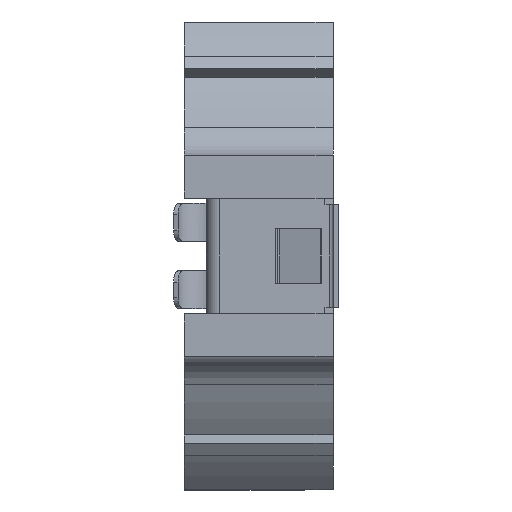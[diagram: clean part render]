
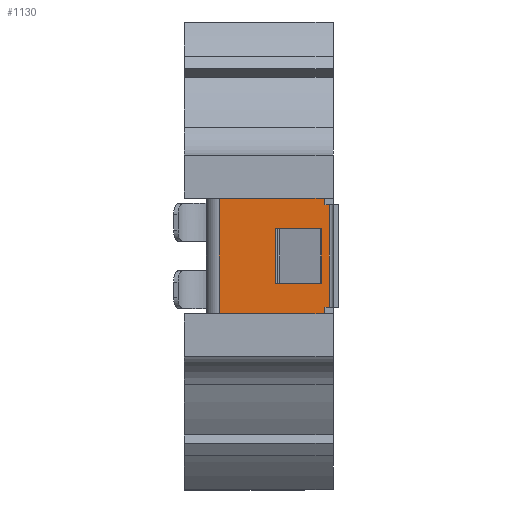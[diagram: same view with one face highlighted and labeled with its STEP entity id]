
A CAD part, left-side view. The second image highlights one B-rep face of the part: STEP entity #1130.
In plain terms, the highlighted planar face has unit normal (-1, 0, 0).
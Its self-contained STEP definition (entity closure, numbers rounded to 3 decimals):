
#1040 = EDGE_CURVE ( 'NONE', #1064, #1172, #17447, .T. ) ;
#1064 = VERTEX_POINT ( 'NONE', #17663 ) ;
#1105 = ORIENTED_EDGE ( 'NONE', *, *, #1113, .T. ) ;
#1106 = VERTEX_POINT ( 'NONE', #18076 ) ;
#1108 = EDGE_CURVE ( 'NONE', #1186, #1106, #18082, .T. ) ;
#1109 = ORIENTED_EDGE ( 'NONE', *, *, #1040, .T. ) ;
#1110 = ORIENTED_EDGE ( 'NONE', *, *, #1111, .F. ) ;
#1111 = EDGE_CURVE ( 'NONE', #1112, #1172, #17999, .T. ) ;
#1112 = VERTEX_POINT ( 'NONE', #17993 ) ;
#1113 = EDGE_CURVE ( 'NONE', #1219, #1114, #18055, .T. ) ;
#1114 = VERTEX_POINT ( 'NONE', #18051 ) ;
#1115 = VERTEX_POINT ( 'NONE', #18050 ) ;
#1116 = EDGE_CURVE ( 'NONE', #1184, #1186, #18048, .T. ) ;
#1117 = VERTEX_POINT ( 'NONE', #18388 ) ;
#1121 = ORIENTED_EDGE ( 'NONE', *, *, #1182, .F. ) ;
#1122 = ORIENTED_EDGE ( 'NONE', *, *, #1123, .F. ) ;
#1123 = EDGE_CURVE ( 'NONE', #1115, #1114, #18204, .T. ) ;
#1124 = ORIENTED_EDGE ( 'NONE', *, *, #1125, .F. ) ;
#1125 = EDGE_CURVE ( 'NONE', #1178, #1115, #18462, .T. ) ;
#1130 = ADVANCED_FACE ( 'NONE', ( #18502, #18516 ), #18553, .F. ) ;
#1131 = ORIENTED_EDGE ( 'NONE', *, *, #1137, .F. ) ;
#1132 = ORIENTED_EDGE ( 'NONE', *, *, #1133, .F. ) ;
#1133 = EDGE_CURVE ( 'NONE', #1117, #1222, #18544, .T. ) ;
#1134 = EDGE_LOOP ( 'NONE', ( #1223, #1109, #1110, #1218, #1105, #1122, #1124, #1180 ) ) ;
#1135 = ORIENTED_EDGE ( 'NONE', *, *, #1116, .F. ) ;
#1137 = EDGE_CURVE ( 'NONE', #1106, #1183, #18494, .T. ) ;
#1172 = VERTEX_POINT ( 'NONE', #27249 ) ;
#1178 = VERTEX_POINT ( 'NONE', #27231 ) ;
#1179 = ORIENTED_EDGE ( 'NONE', *, *, #1185, .F. ) ;
#1180 = ORIENTED_EDGE ( 'NONE', *, *, #1181, .T. ) ;
#1181 = EDGE_CURVE ( 'NONE', #1178, #1225, #27230, .T. ) ;
#1182 = EDGE_CURVE ( 'NONE', #1222, #1184, #27242, .T. ) ;
#1183 = VERTEX_POINT ( 'NONE', #27208 ) ;
#1184 = VERTEX_POINT ( 'NONE', #27207 ) ;
#1185 = EDGE_CURVE ( 'NONE', #1183, #1117, #27204, .T. ) ;
#1186 = VERTEX_POINT ( 'NONE', #27234 ) ;
#1187 = ORIENTED_EDGE ( 'NONE', *, *, #1108, .F. ) ;
#1218 = ORIENTED_EDGE ( 'NONE', *, *, #1226, .F. ) ;
#1219 = VERTEX_POINT ( 'NONE', #27260 ) ;
#1220 = EDGE_LOOP ( 'NONE', ( #1179, #1131, #1187, #1135, #1121, #1132 ) ) ;
#1222 = VERTEX_POINT ( 'NONE', #27302 ) ;
#1223 = ORIENTED_EDGE ( 'NONE', *, *, #1224, .F. ) ;
#1224 = EDGE_CURVE ( 'NONE', #1064, #1225, #27291, .T. ) ;
#1225 = VERTEX_POINT ( 'NONE', #27287 ) ;
#1226 = EDGE_CURVE ( 'NONE', #1219, #1112, #27285, .T. ) ;
#17376 = VECTOR ( 'NONE', #17379, 1000. ) ;
#17379 = DIRECTION ( 'NONE',  ( 0., 0., 1. ) ) ;
#17447 = LINE ( 'NONE', #17448, #17376 ) ;
#17448 = CARTESIAN_POINT ( 'NONE',  ( -13.132, -2.622, -2.536 ) ) ;
#17663 = CARTESIAN_POINT ( 'NONE',  ( -13.132, -2.622, -1.717 ) ) ;
#17917 = DIRECTION ( 'NONE',  ( 0., 0., 1. ) ) ;
#17918 = CARTESIAN_POINT ( 'NONE',  ( -13.132, -0.768, 0.988 ) ) ;
#17993 = CARTESIAN_POINT ( 'NONE',  ( -13.132, -2.47, 1.788 ) ) ;
#17995 = DIRECTION ( 'NONE',  ( 0., -1., 0. ) ) ;
#17997 = VECTOR ( 'NONE', #17995, 1000. ) ;
#17998 = CARTESIAN_POINT ( 'NONE',  ( -13.132, -2.622, 1.788 ) ) ;
#17999 = LINE ( 'NONE', #17998, #17997 ) ;
#18048 = LINE ( 'NONE', #17918, #18389 ) ;
#18049 = VECTOR ( 'NONE', #17917, 1000. ) ;
#18050 = CARTESIAN_POINT ( 'NONE',  ( -13.132, 1.137, -2.536 ) ) ;
#18051 = CARTESIAN_POINT ( 'NONE',  ( -13.132, 1.137, 2.607 ) ) ;
#18052 = DIRECTION ( 'NONE',  ( 0., 1., 0. ) ) ;
#18053 = VECTOR ( 'NONE', #18052, 1000. ) ;
#18054 = CARTESIAN_POINT ( 'NONE',  ( -13.132, -2.622, 2.607 ) ) ;
#18055 = LINE ( 'NONE', #18054, #18053 ) ;
#18076 = CARTESIAN_POINT ( 'NONE',  ( -13.132, -0.768, -0.917 ) ) ;
#18079 = DIRECTION ( 'NONE',  ( 0., 0., -1. ) ) ;
#18080 = VECTOR ( 'NONE', #18079, 1000. ) ;
#18081 = CARTESIAN_POINT ( 'NONE',  ( -13.132, -0.768, -0.917 ) ) ;
#18082 = LINE ( 'NONE', #18081, #18080 ) ;
#18202 = CARTESIAN_POINT ( 'NONE',  ( -13.132, 1.137, -2.536 ) ) ;
#18204 = LINE ( 'NONE', #18202, #18049 ) ;
#18212 = DIRECTION ( 'NONE',  ( 0., 1., 0. ) ) ;
#18388 = CARTESIAN_POINT ( 'NONE',  ( -13.132, -2.343, -0.892 ) ) ;
#18389 = VECTOR ( 'NONE', #18212, 1000. ) ;
#18462 = LINE ( 'NONE', #18518, #18512 ) ;
#18482 = DIRECTION ( 'NONE',  ( 0., -1., 0. ) ) ;
#18483 = VECTOR ( 'NONE', #18482, 1000. ) ;
#18484 = CARTESIAN_POINT ( 'NONE',  ( -13.132, -0.768, -0.917 ) ) ;
#18494 = LINE ( 'NONE', #18484, #18483 ) ;
#18501 = DIRECTION ( 'NONE',  ( 0., 0., 1. ) ) ;
#18502 = FACE_BOUND ( 'NONE', #1220, .T. ) ;
#18506 = VECTOR ( 'NONE', #18501, 1000. ) ;
#18507 = CARTESIAN_POINT ( 'NONE',  ( -13.132, -2.343, 0.962 ) ) ;
#18512 = VECTOR ( 'NONE', #18517, 1000. ) ;
#18516 = FACE_OUTER_BOUND ( 'NONE', #1134, .T. ) ;
#18517 = DIRECTION ( 'NONE',  ( 0., 1., 0. ) ) ;
#18518 = CARTESIAN_POINT ( 'NONE',  ( -13.132, -2.622, -2.536 ) ) ;
#18542 = DIRECTION ( 'NONE',  ( 0., -1., 0. ) ) ;
#18543 = DIRECTION ( 'NONE',  ( 1., 0., 0. ) ) ;
#18544 = LINE ( 'NONE', #18507, #18506 ) ;
#18553 = PLANE ( 'NONE',  #18555 ) ;
#18554 = CARTESIAN_POINT ( 'NONE',  ( -13.132, -2.622, -2.536 ) ) ;
#18555 = AXIS2_PLACEMENT_3D ( 'NONE', #18554, #18543, #18542 ) ;
#27196 = CARTESIAN_POINT ( 'NONE',  ( -13.132, -2.47, -2.536 ) ) ;
#27201 = DIRECTION ( 'NONE',  ( 0., 0., 1. ) ) ;
#27202 = VECTOR ( 'NONE', #27201, 1000. ) ;
#27203 = CARTESIAN_POINT ( 'NONE',  ( -13.132, -2.343, 0.988 ) ) ;
#27204 = LINE ( 'NONE', #27203, #27202 ) ;
#27207 = CARTESIAN_POINT ( 'NONE',  ( -13.132, -2.343, 0.988 ) ) ;
#27208 = CARTESIAN_POINT ( 'NONE',  ( -13.132, -2.343, -0.917 ) ) ;
#27209 = DIRECTION ( 'NONE',  ( 0., 0., 1. ) ) ;
#27210 = VECTOR ( 'NONE', #27209, 1000. ) ;
#27211 = CARTESIAN_POINT ( 'NONE',  ( -13.132, -2.343, 0.988 ) ) ;
#27230 = LINE ( 'NONE', #27245, #27244 ) ;
#27231 = CARTESIAN_POINT ( 'NONE',  ( -13.132, -2.47, -2.536 ) ) ;
#27234 = CARTESIAN_POINT ( 'NONE',  ( -13.132, -0.768, 0.988 ) ) ;
#27242 = LINE ( 'NONE', #27211, #27210 ) ;
#27243 = DIRECTION ( 'NONE',  ( 0., 0., 1. ) ) ;
#27244 = VECTOR ( 'NONE', #27243, 1000. ) ;
#27245 = CARTESIAN_POINT ( 'NONE',  ( -13.132, -2.47, -2.536 ) ) ;
#27249 = CARTESIAN_POINT ( 'NONE',  ( -13.132, -2.622, 1.788 ) ) ;
#27260 = CARTESIAN_POINT ( 'NONE',  ( -13.132, -2.47, 2.607 ) ) ;
#27285 = LINE ( 'NONE', #27196, #27327 ) ;
#27287 = CARTESIAN_POINT ( 'NONE',  ( -13.132, -2.47, -1.717 ) ) ;
#27288 = DIRECTION ( 'NONE',  ( 0., 1., 0. ) ) ;
#27289 = VECTOR ( 'NONE', #27288, 1000. ) ;
#27290 = CARTESIAN_POINT ( 'NONE',  ( -13.132, -2.622, -1.717 ) ) ;
#27291 = LINE ( 'NONE', #27290, #27289 ) ;
#27302 = CARTESIAN_POINT ( 'NONE',  ( -13.132, -2.343, 0.962 ) ) ;
#27326 = DIRECTION ( 'NONE',  ( 0., 0., -1. ) ) ;
#27327 = VECTOR ( 'NONE', #27326, 1000. ) ;
